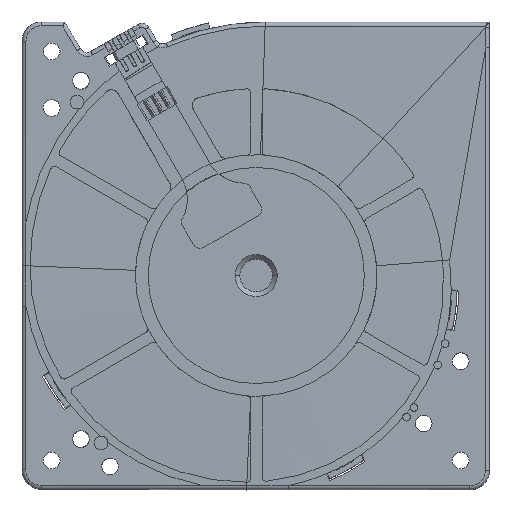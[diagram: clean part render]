
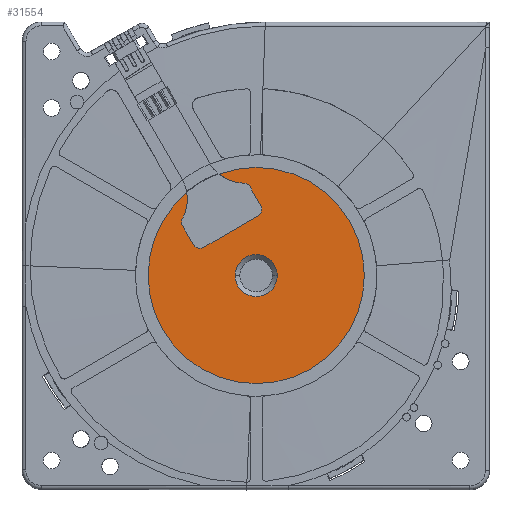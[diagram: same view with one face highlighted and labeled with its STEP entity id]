
A CAD part, front view. The second image highlights one B-rep face of the part: STEP entity #31554.
In plain terms, the highlighted planar face has unit normal (0, -1, 0).
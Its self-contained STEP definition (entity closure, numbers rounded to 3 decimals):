
#8984=CARTESIAN_POINT('',(-2.88,-15.,34.27));
#8985=DIRECTION('',(0.,1.,0.));
#8986=DIRECTION('',(-0.07,0.,-0.998));
#8987=AXIS2_PLACEMENT_3D('',#8984,#8985,#8986);
#8989=CARTESIAN_POINT('',(0.,-15.,0.));
#8990=DIRECTION('',(0.,1.,0.));
#8991=DIRECTION('',(-0.344,0.,0.939));
#8992=AXIS2_PLACEMENT_3D('',#8989,#8990,#8991);
#8994=CARTESIAN_POINT('',(0.,-15.,0.));
#8995=DIRECTION('',(0.,1.,0.));
#8996=DIRECTION('',(1.,0.,0.));
#8997=AXIS2_PLACEMENT_3D('',#8994,#8995,#8996);
#8999=CARTESIAN_POINT('',(0.,-15.,0.));
#9000=DIRECTION('',(0.,1.,0.));
#9001=DIRECTION('',(-1.,0.,0.));
#9002=AXIS2_PLACEMENT_3D('',#8999,#9000,#9001);
#9004=CARTESIAN_POINT('',(-28.255,-15.,19.597));
#9005=DIRECTION('',(0.,1.,0.));
#9006=DIRECTION('',(0.987,0.,0.159));
#9007=AXIS2_PLACEMENT_3D('',#9004,#9005,#9006);
#9009=CARTESIAN_POINT('',(-17.175,-15.,13.748));
#9010=DIRECTION('',(0.,-1.,0.));
#9011=DIRECTION('',(-0.781,0.,0.625));
#9012=AXIS2_PLACEMENT_3D('',#9009,#9010,#9011);
#9014=DIRECTION('',(0.5,0.,-0.866));
#9015=VECTOR('',#9014,5.494);
#9016=CARTESIAN_POINT('',(-18.907,-15.,12.748));
#9017=LINE('',#9016,#9015);
#9018=CARTESIAN_POINT('',(-14.428,-15.,8.99));
#9019=DIRECTION('',(0.,-1.,0.));
#9020=DIRECTION('',(-0.866,0.,-0.5));
#9021=AXIS2_PLACEMENT_3D('',#9018,#9019,#9020);
#9023=DIRECTION('',(0.866,0.,0.5));
#9024=VECTOR('',#9023,16.);
#9025=CARTESIAN_POINT('',(-13.428,-15.,7.258));
#9026=LINE('',#9025,#9024);
#9027=CARTESIAN_POINT('',(-0.572,-15.,16.99));
#9028=DIRECTION('',(0.,-1.,0.));
#9029=DIRECTION('',(0.5,0.,-0.866));
#9030=AXIS2_PLACEMENT_3D('',#9027,#9028,#9029);
#9032=DIRECTION('',(-0.5,0.,0.866));
#9033=VECTOR('',#9032,5.494);
#9034=CARTESIAN_POINT('',(1.16,-15.,17.99));
#9035=LINE('',#9034,#9033);
#9036=CARTESIAN_POINT('',(-3.319,-15.,21.748));
#9037=DIRECTION('',(0.,-1.,0.));
#9038=DIRECTION('',(0.866,0.,0.5));
#9039=AXIS2_PLACEMENT_3D('',#9036,#9037,#9038);
#9041=CARTESIAN_POINT('',(0.,-15.,0.));
#9042=DIRECTION('',(0.,-1.,0.));
#9043=DIRECTION('',(-1.,0.,0.));
#9044=AXIS2_PLACEMENT_3D('',#9041,#9042,#9043);
#9046=CARTESIAN_POINT('',(0.,-15.,0.));
#9047=DIRECTION('',(0.,-1.,0.));
#9048=DIRECTION('',(1.,0.,0.));
#9049=AXIS2_PLACEMENT_3D('',#9046,#9047,#9048);
#13986=CARTESIAN_POINT('',(-9.538,-15.,26.06));
#13987=VERTEX_POINT('',#13986);
#13988=CARTESIAN_POINT('',(-3.62,-15.,23.725));
#13989=VERTEX_POINT('',#13988);
#14010=CARTESIAN_POINT('',(-1.587,-15.,22.748));
#14011=VERTEX_POINT('',#14010);
#14012=CARTESIAN_POINT('',(27.75,-15.,0.));
#14013=VERTEX_POINT('',#14012);
#14014=CARTESIAN_POINT('',(-27.75,-15.,0.));
#14015=VERTEX_POINT('',#14014);
#14016=CARTESIAN_POINT('',(-17.818,-15.,21.274));
#14017=VERTEX_POINT('',#14016);
#14018=CARTESIAN_POINT('',(-18.737,-15.,14.998));
#14019=VERTEX_POINT('',#14018);
#14020=CARTESIAN_POINT('',(-18.907,-15.,12.748));
#14021=VERTEX_POINT('',#14020);
#14022=CARTESIAN_POINT('',(-16.16,-15.,7.99));
#14023=VERTEX_POINT('',#14022);
#14024=CARTESIAN_POINT('',(-13.428,-15.,7.258));
#14025=VERTEX_POINT('',#14024);
#14026=CARTESIAN_POINT('',(0.428,-15.,15.258));
#14027=VERTEX_POINT('',#14026);
#14028=CARTESIAN_POINT('',(1.16,-15.,17.99));
#14029=VERTEX_POINT('',#14028);
#14030=CARTESIAN_POINT('',(-5.4,-15.,0.));
#14031=CARTESIAN_POINT('',(5.4,-15.,0.));
#14032=VERTEX_POINT('',#14030);
#14033=VERTEX_POINT('',#14031);
#31519=CARTESIAN_POINT('',(0.,-15.,0.));
#31520=DIRECTION('',(0.,-1.,0.));
#31521=DIRECTION('',(1.,0.,0.));
#31522=AXIS2_PLACEMENT_3D('',#31519,#31520,#31521);
#31523=PLANE('',#31522);
#31524=ORIENTED_EDGE('',*,*,#31471,.T.);
#31526=ORIENTED_EDGE('',*,*,#31525,.T.);
#31528=ORIENTED_EDGE('',*,*,#31527,.T.);
#31530=ORIENTED_EDGE('',*,*,#31529,.T.);
#31532=ORIENTED_EDGE('',*,*,#31531,.T.);
#31534=ORIENTED_EDGE('',*,*,#31533,.T.);
#31536=ORIENTED_EDGE('',*,*,#31535,.T.);
#31538=ORIENTED_EDGE('',*,*,#31537,.T.);
#31540=ORIENTED_EDGE('',*,*,#31539,.T.);
#31542=ORIENTED_EDGE('',*,*,#31541,.T.);
#31544=ORIENTED_EDGE('',*,*,#31543,.T.);
#31545=ORIENTED_EDGE('',*,*,#31512,.T.);
#31546=EDGE_LOOP('',(#31524,#31526,#31528,#31530,#31532,#31534,#31536,#31538,
#31540,#31542,#31544,#31545));
#31547=FACE_OUTER_BOUND('',#31546,.F.);
#31549=ORIENTED_EDGE('',*,*,#31548,.T.);
#31551=ORIENTED_EDGE('',*,*,#31550,.T.);
#31552=EDGE_LOOP('',(#31549,#31551));
#31553=FACE_BOUND('',#31552,.F.);
#31554=ADVANCED_FACE('',(#31547,#31553),#31523,.T.);
#8988=CIRCLE('',#8987,10.571);
#8993=CIRCLE('',#8992,27.75);
#8998=CIRCLE('',#8997,27.75);
#9003=CIRCLE('',#9002,27.75);
#9008=CIRCLE('',#9007,10.571);
#9013=CIRCLE('',#9012,2.);
#9022=CIRCLE('',#9021,2.);
#9031=CIRCLE('',#9030,2.);
#9040=CIRCLE('',#9039,2.);
#9045=CIRCLE('',#9044,5.4);
#9050=CIRCLE('',#9049,5.4);
#31471=EDGE_CURVE('',#13989,#13987,#8988,.T.);
#31512=EDGE_CURVE('',#14011,#13989,#9040,.T.);
#31525=EDGE_CURVE('',#13987,#14013,#8993,.T.);
#31527=EDGE_CURVE('',#14013,#14015,#8998,.T.);
#31529=EDGE_CURVE('',#14015,#14017,#9003,.T.);
#31531=EDGE_CURVE('',#14017,#14019,#9008,.T.);
#31533=EDGE_CURVE('',#14019,#14021,#9013,.T.);
#31535=EDGE_CURVE('',#14021,#14023,#9017,.T.);
#31537=EDGE_CURVE('',#14023,#14025,#9022,.T.);
#31539=EDGE_CURVE('',#14025,#14027,#9026,.T.);
#31541=EDGE_CURVE('',#14027,#14029,#9031,.T.);
#31543=EDGE_CURVE('',#14029,#14011,#9035,.T.);
#31548=EDGE_CURVE('',#14032,#14033,#9045,.T.);
#31550=EDGE_CURVE('',#14033,#14032,#9050,.T.);
